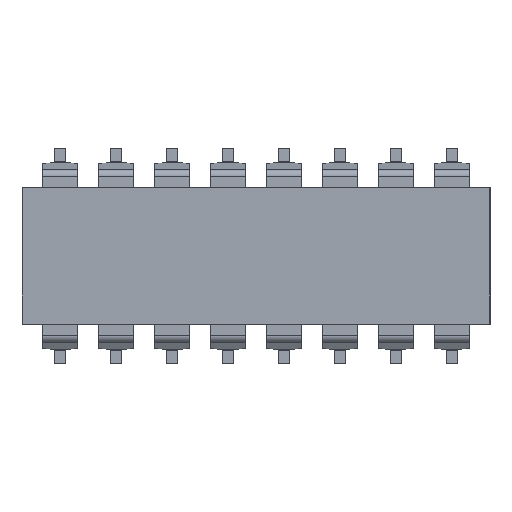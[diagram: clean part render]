
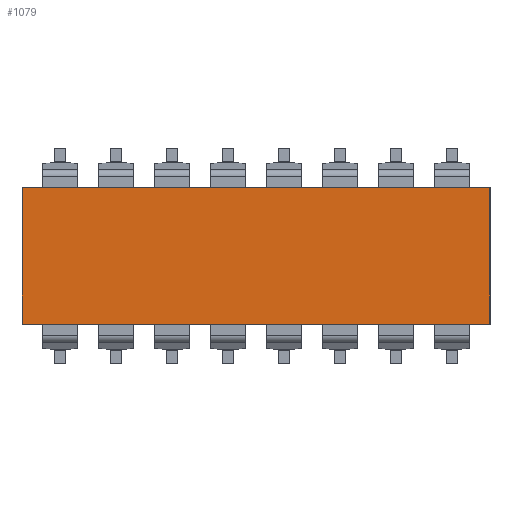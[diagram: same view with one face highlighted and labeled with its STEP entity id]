
A CAD part, top view. The second image highlights one B-rep face of the part: STEP entity #1079.
In plain terms, the highlighted planar face has unit normal (0, 0, 1).
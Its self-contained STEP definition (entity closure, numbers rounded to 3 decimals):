
#1079 = ADVANCED_FACE( '', ( #2350 ), #2351, .T. );
#2350 = FACE_OUTER_BOUND( '', #4040, .T. );
#2351 = PLANE( '', #4041 );
#4040 = EDGE_LOOP( '', ( #6186, #6187, #6188, #6189 ) );
#4041 = AXIS2_PLACEMENT_3D( '', #6190, #6191, #6192 );
#6186 = ORIENTED_EDGE( '', *, *, #11185, .T. );
#6187 = ORIENTED_EDGE( '', *, *, #11232, .T. );
#6188 = ORIENTED_EDGE( '', *, *, #11233, .T. );
#6189 = ORIENTED_EDGE( '', *, *, #11234, .T. );
#6190 = CARTESIAN_POINT( '', ( 0., 0., 0. ) );
#6191 = DIRECTION( '', ( 0., 0., 1. ) );
#6192 = DIRECTION( '', ( 1., 0., 0. ) );
#11185 = EDGE_CURVE( '', #13407, #13408, #13409, .T. );
#11232 = EDGE_CURVE( '', #13408, #13488, #13489, .T. );
#11233 = EDGE_CURVE( '', #13488, #13490, #13491, .T. );
#11234 = EDGE_CURVE( '', #13490, #13407, #13492, .T. );
#13407 = VERTEX_POINT( '', #16653 );
#13408 = VERTEX_POINT( '', #16654 );
#13409 = LINE( '', #16655, #16656 );
#13488 = VERTEX_POINT( '', #16770 );
#13489 = LINE( '', #16771, #16772 );
#13490 = VERTEX_POINT( '', #16773 );
#13491 = LINE( '', #16774, #16775 );
#13492 = LINE( '', #16776, #16777 );
#16653 = CARTESIAN_POINT( '', ( -10.63, 3.1, 0. ) );
#16654 = CARTESIAN_POINT( '', ( -10.63, -3.1, 0. ) );
#16655 = CARTESIAN_POINT( '', ( -10.63, 3.1, 0. ) );
#16656 = VECTOR( '', #21035, 1000. );
#16770 = CARTESIAN_POINT( '', ( 10.63, -3.1, 0. ) );
#16771 = CARTESIAN_POINT( '', ( -10.63, -3.1, 0. ) );
#16772 = VECTOR( '', #21074, 1000. );
#16773 = CARTESIAN_POINT( '', ( 10.63, 3.1, 0. ) );
#16774 = CARTESIAN_POINT( '', ( 10.63, -3.1, 0. ) );
#16775 = VECTOR( '', #21075, 1000. );
#16776 = CARTESIAN_POINT( '', ( 10.63, 3.1, 0. ) );
#16777 = VECTOR( '', #21076, 1000. );
#21035 = DIRECTION( '', ( 0., -1., 0. ) );
#21074 = DIRECTION( '', ( 1., 0., 0. ) );
#21075 = DIRECTION( '', ( 0., 1., 0. ) );
#21076 = DIRECTION( '', ( -1., 0., 0. ) );
